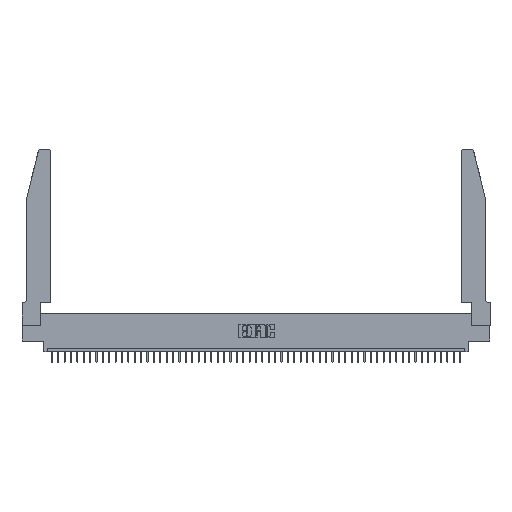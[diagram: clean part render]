
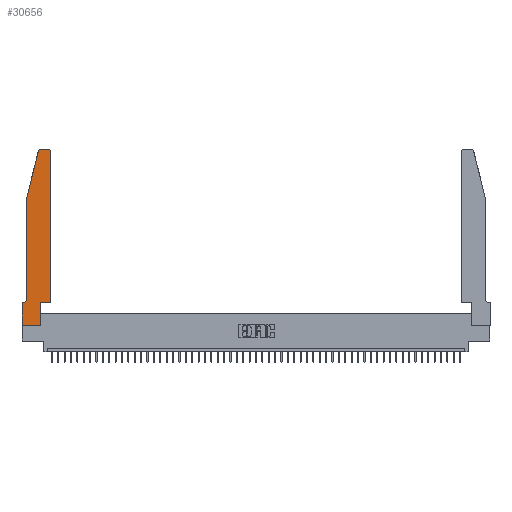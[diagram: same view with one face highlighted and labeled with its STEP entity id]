
A CAD part, top view. The second image highlights one B-rep face of the part: STEP entity #30656.
In plain terms, the highlighted planar face has unit normal (0, 0, 1).
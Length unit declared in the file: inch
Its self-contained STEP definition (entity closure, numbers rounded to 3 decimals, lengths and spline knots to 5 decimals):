
#375 = LINE ( 'NONE', #14154, #7677 ) ;
#447 = VECTOR ( 'NONE', #16645, 39.37008 ) ;
#552 = AXIS2_PLACEMENT_3D ( 'NONE', #20751, #20916, #25066 ) ;
#1174 = CARTESIAN_POINT ( 'NONE',  ( 0., 0., 0.37 ) ) ;
#1199 = CARTESIAN_POINT ( 'NONE',  ( 0., 0.35, 0.37 ) ) ;
#2273 = CARTESIAN_POINT ( 'NONE',  ( 0.4205, 2.75, 0.37 ) ) ;
#2452 = EDGE_CURVE ( 'NONE', #12012, #43697, #375, .T. ) ;
#3208 = CARTESIAN_POINT ( 'NONE',  ( 0.0055, 0.42, 0.37 ) ) ;
#3498 = ORIENTED_EDGE ( 'NONE', *, *, #29647, .T. ) ;
#3607 = DIRECTION ( 'NONE',  ( 1., 0., 0. ) ) ;
#3673 = ORIENTED_EDGE ( 'NONE', *, *, #27824, .T. ) ;
#4845 = EDGE_CURVE ( 'NONE', #31209, #47262, #22098, .T. ) ;
#5593 = VECTOR ( 'NONE', #10200, 39.37008 ) ;
#6109 = LINE ( 'NONE', #8017, #23245 ) ;
#6686 = EDGE_CURVE ( 'NONE', #26011, #12012, #18275, .T. ) ;
#7677 = VECTOR ( 'NONE', #37372, 39.37008 ) ;
#8017 = CARTESIAN_POINT ( 'NONE',  ( 0.4505, 0.35, 0.37 ) ) ;
#8251 = DIRECTION ( 'NONE',  ( 1., 0., 0. ) ) ;
#9076 = EDGE_CURVE ( 'NONE', #47262, #10534, #37861, .T. ) ;
#9287 = CARTESIAN_POINT ( 'NONE',  ( 0.0755, 2., 0.37 ) ) ;
#10200 = DIRECTION ( 'NONE',  ( 1., 0., 0. ) ) ;
#10323 = LINE ( 'NONE', #23132, #15219 ) ;
#10534 = VERTEX_POINT ( 'NONE', #11210 ) ;
#10621 = CARTESIAN_POINT ( 'NONE',  ( 0.4505, 0.35, 0.37 ) ) ;
#11020 = ORIENTED_EDGE ( 'NONE', *, *, #9076, .T. ) ;
#11210 = CARTESIAN_POINT ( 'NONE',  ( 0.2865, 0.35, 0.37 ) ) ;
#11372 = CARTESIAN_POINT ( 'NONE',  ( 0.0055, 0.35, 0.37 ) ) ;
#11631 = ORIENTED_EDGE ( 'NONE', *, *, #25115, .T. ) ;
#12012 = VERTEX_POINT ( 'NONE', #11372 ) ;
#14154 = CARTESIAN_POINT ( 'NONE',  ( 0.0755, 0.35, 0.37 ) ) ;
#15219 = VECTOR ( 'NONE', #8251, 39.37008 ) ;
#15558 = VERTEX_POINT ( 'NONE', #36267 ) ;
#15606 = VECTOR ( 'NONE', #25030, 39.37008 ) ;
#16645 = DIRECTION ( 'NONE',  ( 0., 1., 0. ) ) ;
#16743 = VERTEX_POINT ( 'NONE', #23736 ) ;
#18275 = CIRCLE ( 'NONE', #18853, 0.07 ) ;
#18853 = AXIS2_PLACEMENT_3D ( 'NONE', #3208, #30620, #49087 ) ;
#18896 = VECTOR ( 'NONE', #19950, 39.37008 ) ;
#19380 = CARTESIAN_POINT ( 'NONE',  ( 0., 0., 0.37 ) ) ;
#19483 = ORIENTED_EDGE ( 'NONE', *, *, #23147, .T. ) ;
#19950 = DIRECTION ( 'NONE',  ( -1., 0., 0. ) ) ;
#20751 = CARTESIAN_POINT ( 'NONE',  ( 0.284, 2.72, 0.37 ) ) ;
#20916 = DIRECTION ( 'NONE',  ( 0., 0., 1. ) ) ;
#22098 = LINE ( 'NONE', #1174, #5593 ) ;
#23132 = CARTESIAN_POINT ( 'NONE',  ( 0.4505, 0.35, 0.37 ) ) ;
#23147 = EDGE_CURVE ( 'NONE', #29447, #44843, #46319, .T. ) ;
#23245 = VECTOR ( 'NONE', #43530, 39.37008 ) ;
#23736 = CARTESIAN_POINT ( 'NONE',  ( 0.284, 2.75, 0.37 ) ) ;
#23878 = CARTESIAN_POINT ( 'NONE',  ( 0.2865, 0., 0.37 ) ) ;
#23961 = VECTOR ( 'NONE', #39750, 39.37008 ) ;
#25030 = DIRECTION ( 'NONE',  ( -0.239, -0.971, 0. ) ) ;
#25066 = DIRECTION ( 'NONE',  ( 1., 0., 0. ) ) ;
#25115 = EDGE_CURVE ( 'NONE', #44843, #26011, #31985, .T. ) ;
#25522 = ORIENTED_EDGE ( 'NONE', *, *, #47983, .T. ) ;
#26011 = VERTEX_POINT ( 'NONE', #36258 ) ;
#27824 = EDGE_CURVE ( 'NONE', #39512, #16743, #36197, .T. ) ;
#28139 = CARTESIAN_POINT ( 'NONE',  ( 0.2865, 0.35, 0.37 ) ) ;
#28506 = CARTESIAN_POINT ( 'NONE',  ( 0., 0.35, 0.37 ) ) ;
#28734 = ORIENTED_EDGE ( 'NONE', *, *, #2452, .T. ) ;
#29043 = EDGE_CURVE ( 'NONE', #10534, #29540, #10323, .T. ) ;
#29447 = VERTEX_POINT ( 'NONE', #38606 ) ;
#29540 = VERTEX_POINT ( 'NONE', #10621 ) ;
#29647 = EDGE_CURVE ( 'NONE', #15558, #39512, #39161, .T. ) ;
#29970 = EDGE_LOOP ( 'NONE', ( #3673, #48297, #19483, #11631, #37365, #28734, #25522, #41146, #11020, #44809, #49104, #3498 ) ) ;
#30620 = DIRECTION ( 'NONE',  ( 0., 0., -1. ) ) ;
#30656 = ADVANCED_FACE ( 'NONE', ( #37836 ), #40148, .T. ) ;
#31209 = VERTEX_POINT ( 'NONE', #19380 ) ;
#31357 = EDGE_CURVE ( 'NONE', #16743, #29447, #43830, .T. ) ;
#31985 = LINE ( 'NONE', #38397, #40009 ) ;
#32547 = EDGE_CURVE ( 'NONE', #29540, #15558, #6109, .T. ) ;
#34460 = LINE ( 'NONE', #47417, #23961 ) ;
#36197 = LINE ( 'NONE', #42710, #18896 ) ;
#36258 = CARTESIAN_POINT ( 'NONE',  ( 0.0755, 0.42, 0.37 ) ) ;
#36267 = CARTESIAN_POINT ( 'NONE',  ( 0.4505, 2.72, 0.37 ) ) ;
#37288 = AXIS2_PLACEMENT_3D ( 'NONE', #47304, #46798, #3607 ) ;
#37365 = ORIENTED_EDGE ( 'NONE', *, *, #6686, .T. ) ;
#37372 = DIRECTION ( 'NONE',  ( -1., 0., 0. ) ) ;
#37836 = FACE_OUTER_BOUND ( 'NONE', #29970, .T. ) ;
#37861 = LINE ( 'NONE', #28139, #447 ) ;
#38397 = CARTESIAN_POINT ( 'NONE',  ( 0.0755, 2., 0.37 ) ) ;
#38606 = CARTESIAN_POINT ( 'NONE',  ( 0.25487, 2.72718, 0.37 ) ) ;
#38939 = CARTESIAN_POINT ( 'NONE',  ( 0.0755, 2., 0.37 ) ) ;
#39161 = CIRCLE ( 'NONE', #37288, 0.03 ) ;
#39512 = VERTEX_POINT ( 'NONE', #2273 ) ;
#39750 = DIRECTION ( 'NONE',  ( 0., -1., 0. ) ) ;
#39974 = DIRECTION ( 'NONE',  ( 1., 0., 0. ) ) ;
#40009 = VECTOR ( 'NONE', #46421, 39.37008 ) ;
#40148 = PLANE ( 'NONE',  #42913 ) ;
#40315 = DIRECTION ( 'NONE',  ( 0., 0., 1. ) ) ;
#41146 = ORIENTED_EDGE ( 'NONE', *, *, #4845, .T. ) ;
#42710 = CARTESIAN_POINT ( 'NONE',  ( 0.2605, 2.75, 0.37 ) ) ;
#42913 = AXIS2_PLACEMENT_3D ( 'NONE', #1199, #40315, #39974 ) ;
#43530 = DIRECTION ( 'NONE',  ( 0., 1., 0. ) ) ;
#43697 = VERTEX_POINT ( 'NONE', #28506 ) ;
#43830 = CIRCLE ( 'NONE', #552, 0.03 ) ;
#44809 = ORIENTED_EDGE ( 'NONE', *, *, #29043, .T. ) ;
#44843 = VERTEX_POINT ( 'NONE', #38939 ) ;
#46319 = LINE ( 'NONE', #9287, #15606 ) ;
#46421 = DIRECTION ( 'NONE',  ( 0., -1., 0. ) ) ;
#46798 = DIRECTION ( 'NONE',  ( 0., 0., 1. ) ) ;
#47262 = VERTEX_POINT ( 'NONE', #23878 ) ;
#47304 = CARTESIAN_POINT ( 'NONE',  ( 0.4205, 2.72, 0.37 ) ) ;
#47417 = CARTESIAN_POINT ( 'NONE',  ( 0., 0., 0.37 ) ) ;
#47983 = EDGE_CURVE ( 'NONE', #43697, #31209, #34460, .T. ) ;
#48297 = ORIENTED_EDGE ( 'NONE', *, *, #31357, .T. ) ;
#49087 = DIRECTION ( 'NONE',  ( -1., 0., 0. ) ) ;
#49104 = ORIENTED_EDGE ( 'NONE', *, *, #32547, .T. ) ;
